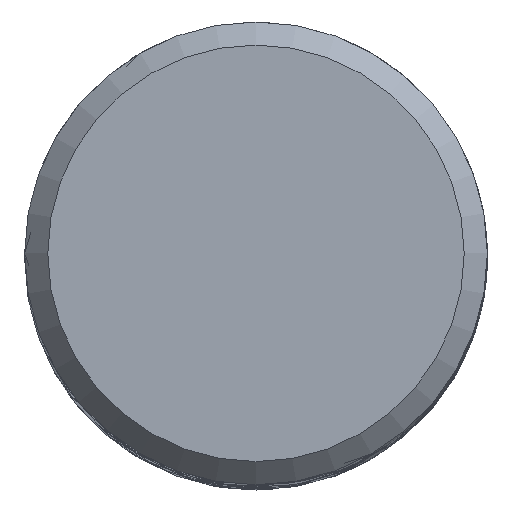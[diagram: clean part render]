
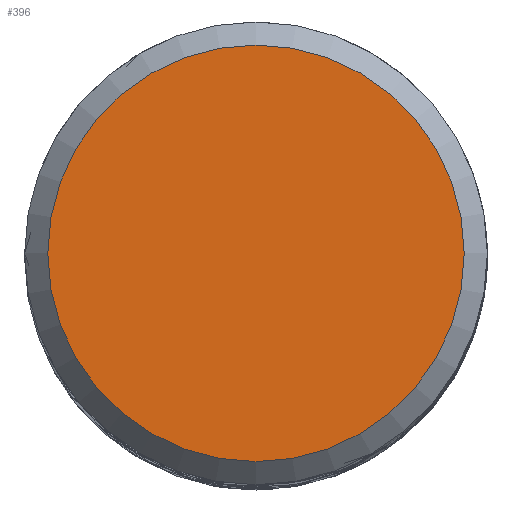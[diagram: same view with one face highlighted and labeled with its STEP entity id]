
A CAD part, top view. The second image highlights one B-rep face of the part: STEP entity #396.
In plain terms, the highlighted planar face has unit normal (0, 0, 1).
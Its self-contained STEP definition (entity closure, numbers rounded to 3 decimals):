
#356 = VERTEX_POINT('', #357);
#357 = CARTESIAN_POINT('', (-2.7, 0., 0.));
#363 = EDGE_CURVE('', #356, #356, #364, .T.);
#364 = CIRCLE('', #365, 2.7);
#365 = AXIS2_PLACEMENT_3D('', #366, #367, #368);
#366 = CARTESIAN_POINT('', (0., 0., 0.));
#367 = DIRECTION('', (0., 0., -1.));
#368 = DIRECTION('', (-1., 0., 0.));
#396 = ADVANCED_FACE('', (#397), #400, .T.);
#397 = FACE_OUTER_BOUND('', #398, .T.);
#398 = EDGE_LOOP('', (#399));
#399 = ORIENTED_EDGE('', *, *, #363, .F.);
#400 = PLANE('', #401);
#401 = AXIS2_PLACEMENT_3D('', #402, #403, #404);
#402 = CARTESIAN_POINT('', (4.2, -4.2, 0.));
#403 = DIRECTION('', (0., 0., 1.));
#404 = DIRECTION('', (0., 1., 0.));
